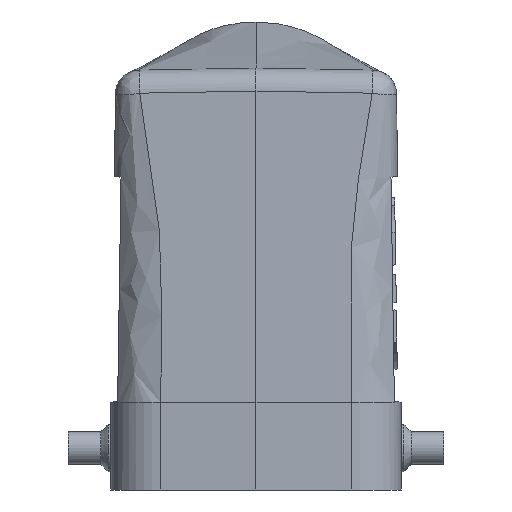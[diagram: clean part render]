
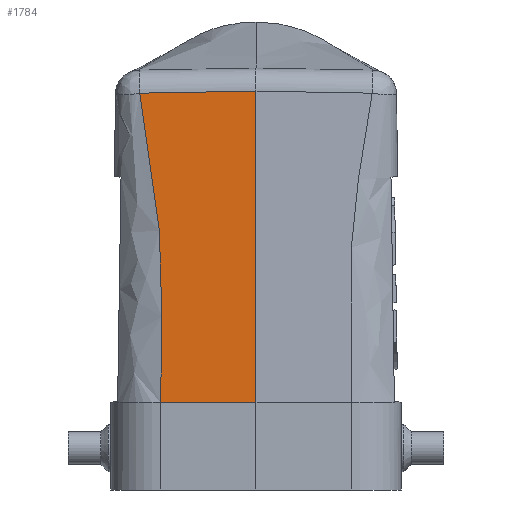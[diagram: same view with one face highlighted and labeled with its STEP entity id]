
A CAD part, left-side view. The second image highlights one B-rep face of the part: STEP entity #1784.
In plain terms, the highlighted planar face has unit normal (-1, 0.018, 0.026).
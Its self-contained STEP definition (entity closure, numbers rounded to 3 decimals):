
#1784=ADVANCED_FACE('',(#2169),#2002,.T.);
#2002=PLANE('',#5933);
#2169=FACE_OUTER_BOUND('',#2395,.T.);
#2395=EDGE_LOOP('',(#3887,#3888,#3889,#3890));
#2722=B_SPLINE_CURVE_WITH_KNOTS('',3,(#8761,#8762,#8763,#8764),
 .UNSPECIFIED.,.F.,.F.,(4,4),(0.,1.),.UNSPECIFIED.);
#2918=LINE('',#8758,#3282);
#2919=LINE('',#8766,#3283);
#3282=VECTOR('',#6531,1.);
#3283=VECTOR('',#6538,1.);
#3887=ORIENTED_EDGE('',*,*,#5313,.T.);
#3888=ORIENTED_EDGE('',*,*,#5315,.T.);
#3889=ORIENTED_EDGE('',*,*,#5305,.T.);
#3890=ORIENTED_EDGE('',*,*,#5314,.F.);
#4857=VERTEX_POINT('',#8662);
#4858=VERTEX_POINT('',#8681);
#4859=VERTEX_POINT('',#8750);
#4860=VERTEX_POINT('',#8757);
#5305=EDGE_CURVE('',#4858,#4857,#5580,.T.);
#5313=EDGE_CURVE('',#4859,#4860,#2918,.T.);
#5314=EDGE_CURVE('',#4859,#4857,#2722,.T.);
#5315=EDGE_CURVE('',#4860,#4858,#2919,.T.);
#5580=(
BOUNDED_CURVE()
B_SPLINE_CURVE(3,(#8671,#8672,#8673,#8674,#8675,#8676,#8677,#8678,#8679,
#8680),.UNSPECIFIED.,.F.,.F.)
B_SPLINE_CURVE_WITH_KNOTS((4,3,3,4),(0.,0.094,0.305,
1.),.UNSPECIFIED.)
CURVE()
GEOMETRIC_REPRESENTATION_ITEM()
RATIONAL_B_SPLINE_CURVE((1.,1.,1.,1.,1.,1.,1.,1.,1.,1.))
REPRESENTATION_ITEM('')
);
#5933=AXIS2_PLACEMENT_3D('',#8767,#6539,#6540);
#6531=DIRECTION('',(0.026,0.,1.));
#6538=DIRECTION('',(0.017,1.,-0.017));
#6539=DIRECTION('',(-1.,0.017,0.026));
#6540=DIRECTION('',(0.026,0.,1.));
#8662=CARTESIAN_POINT('',(-46.503,14.132,3.85));
#8671=CARTESIAN_POINT('',(-44.702,20.522,68.366));
#8672=CARTESIAN_POINT('',(-44.852,19.618,63.257));
#8673=CARTESIAN_POINT('',(-45.001,18.713,58.148));
#8674=CARTESIAN_POINT('',(-45.151,17.808,53.039));
#8675=CARTESIAN_POINT('',(-45.488,15.772,41.544));
#8676=CARTESIAN_POINT('',(-45.824,13.736,30.05));
#8677=CARTESIAN_POINT('',(-46.121,13.91,18.587));
#8678=CARTESIAN_POINT('',(-47.1,14.482,-19.183));
#8679=CARTESIAN_POINT('',(-48.079,15.054,-56.953));
#8680=CARTESIAN_POINT('',(-49.058,15.627,-94.723));
#8681=CARTESIAN_POINT('',(-45.25,17.208,49.642));
#8750=CARTESIAN_POINT('',(-46.75,0.,3.85));
#8757=CARTESIAN_POINT('',(-45.543,0.,49.942));
#8758=CARTESIAN_POINT('',(-46.686,0.,6.297));
#8761=CARTESIAN_POINT('',(-46.75,0.,3.85));
#8762=CARTESIAN_POINT('',(-46.668,4.711,3.85));
#8763=CARTESIAN_POINT('',(-46.586,9.421,3.85));
#8764=CARTESIAN_POINT('',(-46.503,14.132,3.85));
#8766=CARTESIAN_POINT('',(-45.537,0.342,49.936));
#8767=CARTESIAN_POINT('',(-46.07,0.,29.806));
